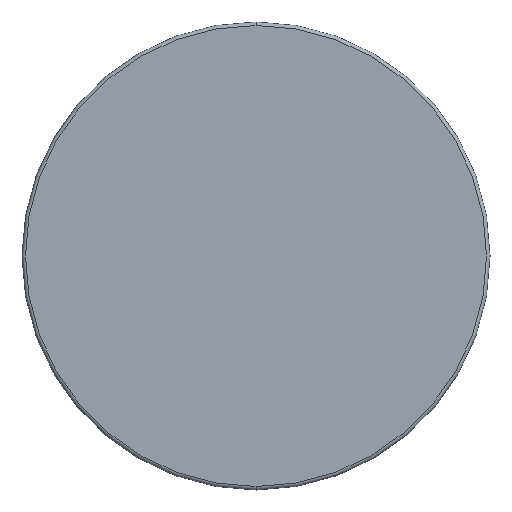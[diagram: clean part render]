
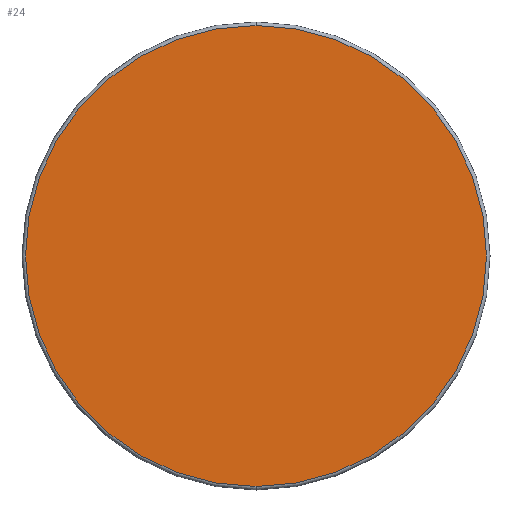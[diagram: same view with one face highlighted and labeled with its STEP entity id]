
A CAD part, front view. The second image highlights one B-rep face of the part: STEP entity #24.
In plain terms, the highlighted planar face has unit normal (0, -1, 0).
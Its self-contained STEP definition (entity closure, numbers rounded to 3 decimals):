
#24 = ADVANCED_FACE ( 'NONE', ( #162 ), #74, .T. ) ;
#39 = CIRCLE ( 'NONE', #167, 19.7 ) ;
#45 = AXIS2_PLACEMENT_3D ( 'NONE', #64, #54, #53 ) ;
#46 = DIRECTION ( 'NONE',  ( 0., 0., -1. ) ) ;
#53 = DIRECTION ( 'NONE',  ( 0., 0., -1. ) ) ;
#54 = DIRECTION ( 'NONE',  ( 0., -1., 0. ) ) ;
#64 = CARTESIAN_POINT ( 'NONE',  ( 0., 0., 0. ) ) ;
#67 = VERTEX_POINT ( 'NONE', #252 ) ;
#74 = PLANE ( 'NONE',  #198 ) ;
#91 = VERTEX_POINT ( 'NONE', #253 ) ;
#142 = CARTESIAN_POINT ( 'NONE',  ( 0., 0., 0. ) ) ;
#162 = FACE_OUTER_BOUND ( 'NONE', #183, .T. ) ;
#167 = AXIS2_PLACEMENT_3D ( 'NONE', #173, #172, #170 ) ;
#170 = DIRECTION ( 'NONE',  ( 0., 0., -1. ) ) ;
#172 = DIRECTION ( 'NONE',  ( 0., -1., 0. ) ) ;
#173 = CARTESIAN_POINT ( 'NONE',  ( 0., 0., 0. ) ) ;
#183 = EDGE_LOOP ( 'NONE', ( #287, #226 ) ) ;
#186 = EDGE_CURVE ( 'NONE', #91, #67, #284, .T. ) ;
#198 = AXIS2_PLACEMENT_3D ( 'NONE', #142, #273, #46 ) ;
#226 = ORIENTED_EDGE ( 'NONE', *, *, #186, .T. ) ;
#252 = CARTESIAN_POINT ( 'NONE',  ( 0., 0., -19.7 ) ) ;
#253 = CARTESIAN_POINT ( 'NONE',  ( 0., 0., 19.7 ) ) ;
#272 = EDGE_CURVE ( 'NONE', #67, #91, #39, .T. ) ;
#273 = DIRECTION ( 'NONE',  ( 0., -1., 0. ) ) ;
#284 = CIRCLE ( 'NONE', #45, 19.7 ) ;
#287 = ORIENTED_EDGE ( 'NONE', *, *, #272, .T. ) ;
